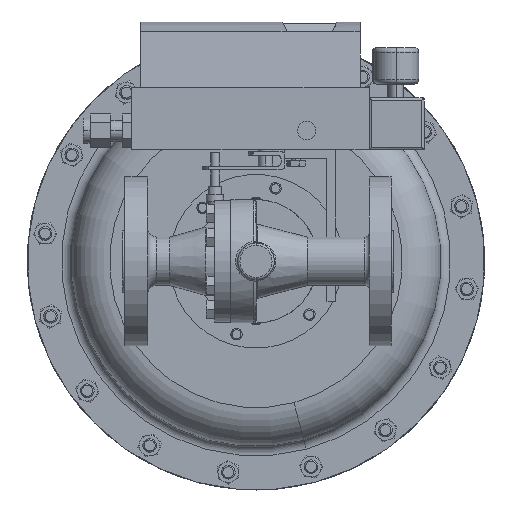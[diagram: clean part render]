
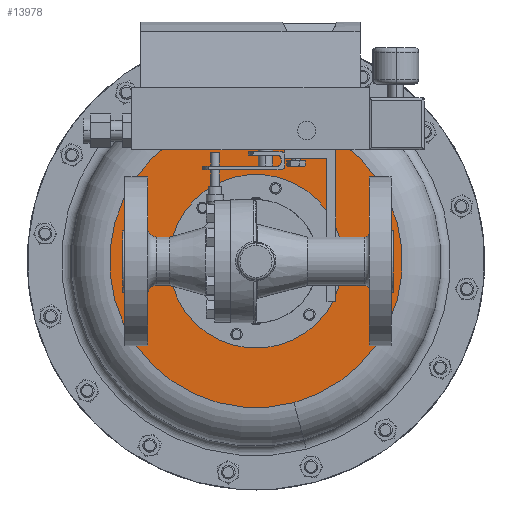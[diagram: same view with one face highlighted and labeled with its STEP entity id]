
A CAD part, front view. The second image highlights one B-rep face of the part: STEP entity #13978.
In plain terms, the highlighted planar face has unit normal (0, -1, 0).
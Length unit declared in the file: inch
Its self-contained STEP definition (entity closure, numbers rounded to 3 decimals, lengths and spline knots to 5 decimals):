
#127 = DIRECTION ( 'NONE',  ( 0., 1., 0. ) ) ;
#1358 = DIRECTION ( 'NONE',  ( 0., 1., 0. ) ) ;
#2910 = EDGE_CURVE ( 'NONE', #3573, #9267, #22810, .T. ) ;
#3573 = VERTEX_POINT ( 'NONE', #9177 ) ;
#3862 = EDGE_CURVE ( 'NONE', #9267, #3573, #8291, .T. ) ;
#4606 = CIRCLE ( 'NONE', #10863, 2.375 ) ;
#7889 = FACE_OUTER_BOUND ( 'NONE', #15794, .T. ) ;
#8291 = CIRCLE ( 'NONE', #8446, 4. ) ;
#8446 = AXIS2_PLACEMENT_3D ( 'NONE', #17502, #33340, #16358 ) ;
#9177 = CARTESIAN_POINT ( 'NONE',  ( 1.37814, 9.55036, -0.26632 ) ) ;
#9267 = VERTEX_POINT ( 'NONE', #30172 ) ;
#10863 = AXIS2_PLACEMENT_3D ( 'NONE', #27926, #12033, #30585 ) ;
#11009 = DIRECTION ( 'NONE',  ( -0.259, 0., 0.966 ) ) ;
#12033 = DIRECTION ( 'NONE',  ( 0., 1., 0. ) ) ;
#13623 = DIRECTION ( 'NONE',  ( 0., -1., 0. ) ) ;
#13718 = ORIENTED_EDGE ( 'NONE', *, *, #15805, .T. ) ;
#13937 = CIRCLE ( 'NONE', #25053, 2.375 ) ;
#13978 = ADVANCED_FACE ( 'NONE', ( #7889, #21949 ), #32167, .T. ) ;
#14372 = ORIENTED_EDGE ( 'NONE', *, *, #2910, .F. ) ;
#15794 = EDGE_LOOP ( 'NONE', ( #14372, #32459 ) ) ;
#15805 = EDGE_CURVE ( 'NONE', #31471, #19927, #13937, .T. ) ;
#15946 = CARTESIAN_POINT ( 'NONE',  ( 0.34286, 9.55036, 3.59738 ) ) ;
#16358 = DIRECTION ( 'NONE',  ( 0.259, 0., -0.966 ) ) ;
#16585 = AXIS2_PLACEMENT_3D ( 'NONE', #29827, #13623, #11009 ) ;
#17160 = CARTESIAN_POINT ( 'NONE',  ( 0.34286, 9.55036, 3.59738 ) ) ;
#17502 = CARTESIAN_POINT ( 'NONE',  ( 0.34286, 9.55036, 3.59738 ) ) ;
#19720 = ORIENTED_EDGE ( 'NONE', *, *, #30089, .T. ) ;
#19827 = DIRECTION ( 'NONE',  ( -0.707, 0., -0.707 ) ) ;
#19927 = VERTEX_POINT ( 'NONE', #23483 ) ;
#21949 = FACE_BOUND ( 'NONE', #23215, .T. ) ;
#22810 = CIRCLE ( 'NONE', #27003, 4. ) ;
#23215 = EDGE_LOOP ( 'NONE', ( #19720, #13718 ) ) ;
#23483 = CARTESIAN_POINT ( 'NONE',  ( 2.02224, 9.55036, 5.27676 ) ) ;
#25053 = AXIS2_PLACEMENT_3D ( 'NONE', #17160, #1358, #19827 ) ;
#27003 = AXIS2_PLACEMENT_3D ( 'NONE', #15946, #127, #31779 ) ;
#27926 = CARTESIAN_POINT ( 'NONE',  ( 0.34286, 9.55036, 3.59738 ) ) ;
#29827 = CARTESIAN_POINT ( 'NONE',  ( -3.52084, 9.55036, 2.56211 ) ) ;
#30089 = EDGE_CURVE ( 'NONE', #19927, #31471, #4606, .T. ) ;
#30172 = CARTESIAN_POINT ( 'NONE',  ( -0.69242, 9.55036, 7.46109 ) ) ;
#30585 = DIRECTION ( 'NONE',  ( -0.707, 0., -0.707 ) ) ;
#31471 = VERTEX_POINT ( 'NONE', #33657 ) ;
#31779 = DIRECTION ( 'NONE',  ( 0.259, 0., -0.966 ) ) ;
#32167 = PLANE ( 'NONE',  #16585 ) ;
#32459 = ORIENTED_EDGE ( 'NONE', *, *, #3862, .F. ) ;
#33340 = DIRECTION ( 'NONE',  ( 0., 1., 0. ) ) ;
#33657 = CARTESIAN_POINT ( 'NONE',  ( -1.33652, 9.55036, 1.91801 ) ) ;
